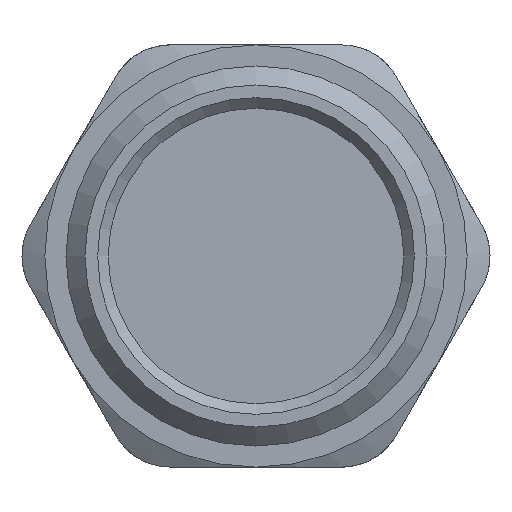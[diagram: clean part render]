
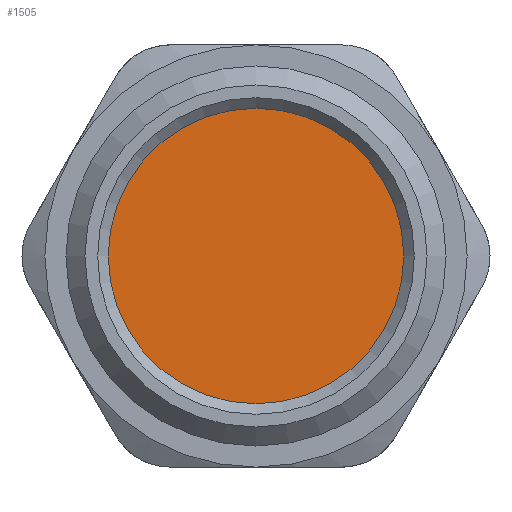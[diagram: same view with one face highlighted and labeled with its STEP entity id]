
A CAD part, front view. The second image highlights one B-rep face of the part: STEP entity #1505.
In plain terms, the highlighted planar face has unit normal (0, -1, 0).
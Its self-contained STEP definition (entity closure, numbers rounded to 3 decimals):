
#124=PLANE('',#1644);
#207=FACE_OUTER_BOUND('',#302,.T.);
#302=EDGE_LOOP('',(#1071));
#517=CIRCLE('',#1645,7.);
#613=VERTEX_POINT('',#2506);
#779=EDGE_CURVE('',#613,#613,#517,.T.);
#1071=ORIENTED_EDGE('',*,*,#779,.F.);
#1505=ADVANCED_FACE('',(#207),#124,.F.);
#1644=AXIS2_PLACEMENT_3D('',#2505,#1870,#1871);
#1645=AXIS2_PLACEMENT_3D('',#2507,#1872,#1873);
#1870=DIRECTION('center_axis',(0.,1.,0.));
#1871=DIRECTION('ref_axis',(0.,0.,1.));
#1872=DIRECTION('center_axis',(0.,1.,0.));
#1873=DIRECTION('ref_axis',(1.,0.,0.));
#2505=CARTESIAN_POINT('Origin',(-7.473,-5.59,0.));
#2506=CARTESIAN_POINT('',(-14.473,-5.59,0.));
#2507=CARTESIAN_POINT('Origin',(-7.473,-5.59,0.));
